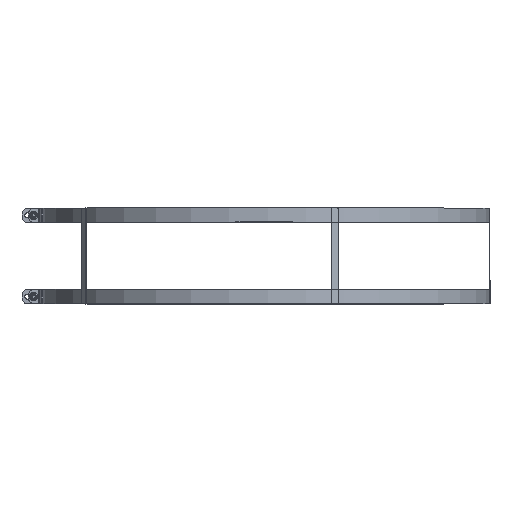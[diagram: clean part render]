
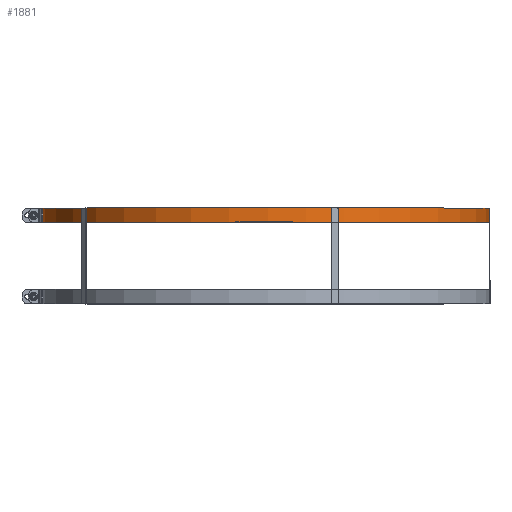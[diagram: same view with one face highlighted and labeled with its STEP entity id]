
A CAD part, top view. The second image highlights one B-rep face of the part: STEP entity #1881.
In plain terms, the highlighted cylindrical face has radius 316.8 mm (diameter 633.6 mm), a partial arc.
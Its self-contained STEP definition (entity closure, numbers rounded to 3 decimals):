
#138=CYLINDRICAL_SURFACE('',#2083,316.8);
#187=FACE_OUTER_BOUND('',#307,.T.);
#307=EDGE_LOOP('',(#1271,#1272,#1273,#1274));
#440=LINE('',#2985,#584);
#443=LINE('',#2994,#587);
#584=VECTOR('',#2339,10.);
#587=VECTOR('',#2350,10.);
#725=CIRCLE('',#2076,316.8);
#727=CIRCLE('',#2080,316.8);
#835=VERTEX_POINT('',#2975);
#836=VERTEX_POINT('',#2977);
#838=VERTEX_POINT('',#2983);
#840=VERTEX_POINT('',#2989);
#994=EDGE_CURVE('',#835,#836,#725,.T.);
#998=EDGE_CURVE('',#838,#835,#440,.T.);
#1001=EDGE_CURVE('',#838,#840,#727,.T.);
#1003=EDGE_CURVE('',#840,#836,#443,.T.);
#1271=ORIENTED_EDGE('',*,*,#1003,.T.);
#1272=ORIENTED_EDGE('',*,*,#994,.F.);
#1273=ORIENTED_EDGE('',*,*,#998,.F.);
#1274=ORIENTED_EDGE('',*,*,#1001,.T.);
#1881=ADVANCED_FACE('',(#187),#138,.T.);
#2076=AXIS2_PLACEMENT_3D('',#2978,#2332,#2333);
#2080=AXIS2_PLACEMENT_3D('',#2991,#2345,#2346);
#2083=AXIS2_PLACEMENT_3D('',#2996,#2353,#2354);
#2332=DIRECTION('center_axis',(0.,1.,0.));
#2333=DIRECTION('ref_axis',(-1.,0.,0.019));
#2339=DIRECTION('',(0.,1.,0.));
#2345=DIRECTION('center_axis',(0.,1.,0.));
#2346=DIRECTION('ref_axis',(-1.,0.,0.019));
#2350=DIRECTION('',(0.,1.,0.));
#2353=DIRECTION('center_axis',(0.,1.,0.));
#2354=DIRECTION('ref_axis',(-1.,0.,0.019));
#2975=CARTESIAN_POINT('',(-316.743,10.,6.015));
#2977=CARTESIAN_POINT('',(-316.743,10.,-6.015));
#2978=CARTESIAN_POINT('Origin',(0.,10.,0.));
#2983=CARTESIAN_POINT('',(-316.743,-10.,6.015));
#2985=CARTESIAN_POINT('',(-316.743,-10.,6.015));
#2989=CARTESIAN_POINT('',(-316.743,-10.,-6.015));
#2991=CARTESIAN_POINT('Origin',(0.,-10.,0.));
#2994=CARTESIAN_POINT('',(-316.743,-10.,-6.015));
#2996=CARTESIAN_POINT('Origin',(0.,0.,0.));
